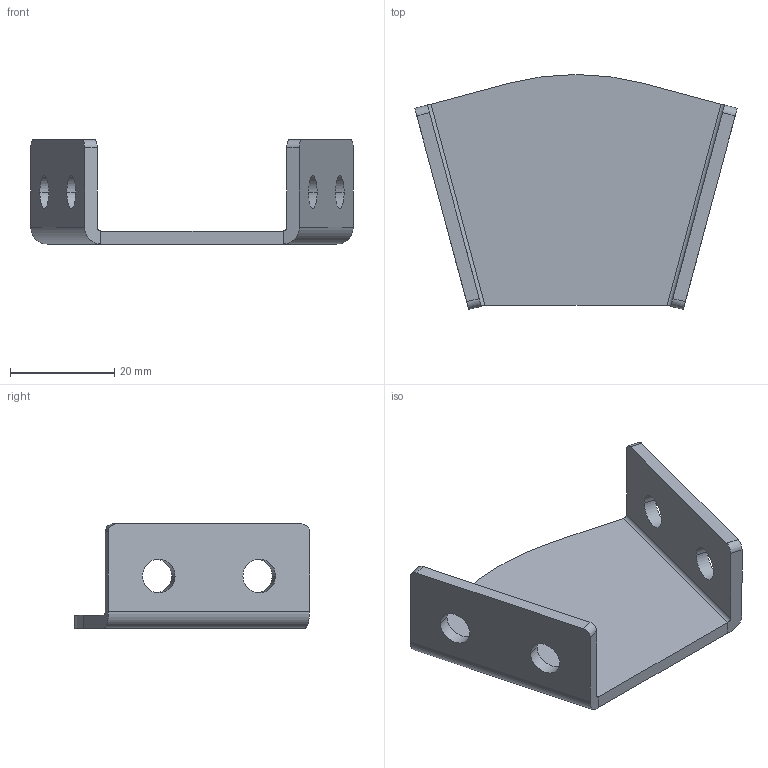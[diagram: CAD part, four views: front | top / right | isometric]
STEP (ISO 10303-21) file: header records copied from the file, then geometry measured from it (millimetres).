
FILE_DESCRIPTION (( 'STEP AP203' ), '1' );
FILE_NAME ('AL-SPS. SJ2040.60 Óãëîâîé ñîåäèíèòåëü 20õ40.STEP', '2024-08-20T10:56:13', ( '' ), ( '' ), 'SwSTEP 2.0', 'SolidWorks 2021', '' );
FILE_SCHEMA (( 'CONFIG_CONTROL_DESIGN' ));
Length unit declared in the file: millimetre
Products named in the file (1): AL-SPS. SJ2040.60 Óãëîâîé ñîåäèíèòåëü 20õ40
Bounding box: 61.96 x 45.17 x 20 mm (x, y, z)
Volume: 8502.1 mm3; surface area: 7628.4 mm2
Topology: 1 solids, 1 shells, 30 faces, 80 edges, 52 vertices
Faces by surface type: cylinder 17, plane 13
Entity records: 1039 total; most frequent: DIRECTION 176, CARTESIAN_POINT 163, ORIENTED_EDGE 160, EDGE_CURVE 80, AXIS2_PLACEMENT_3D 65, VERTEX_POINT 52, VECTOR 46, LINE 46
